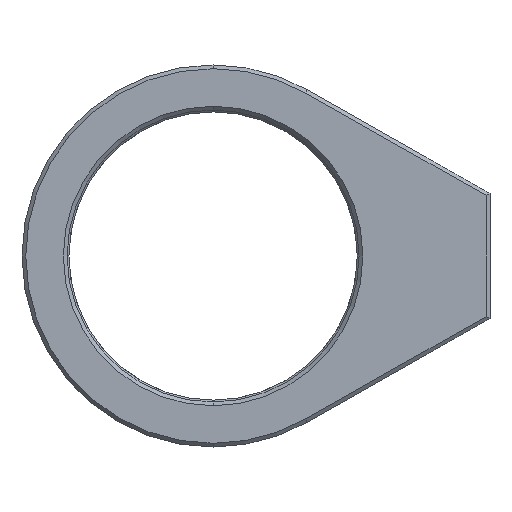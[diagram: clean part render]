
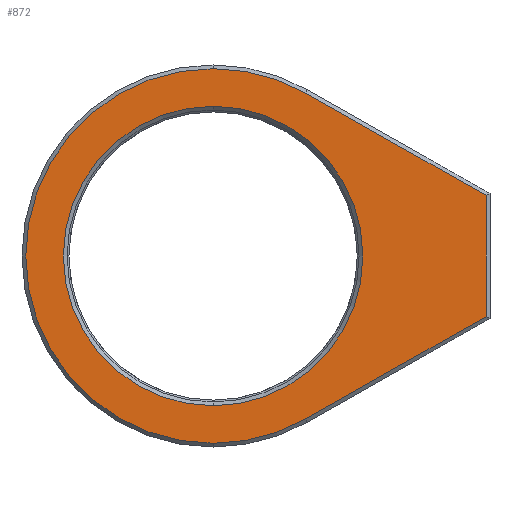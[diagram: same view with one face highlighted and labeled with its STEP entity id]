
A CAD part, left-side view. The second image highlights one B-rep face of the part: STEP entity #872.
In plain terms, the highlighted planar face has unit normal (-1, 0, 0).
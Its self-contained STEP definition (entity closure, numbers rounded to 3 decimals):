
#1 = EDGE_CURVE ( 'NONE', #1499, #303, #1004, .T. ) ;
#8 = CARTESIAN_POINT ( 'NONE',  ( -5., -7.374, 13.005 ) ) ;
#9 = AXIS2_PLACEMENT_3D ( 'NONE', #112, #1061, #521 ) ;
#18 = DIRECTION ( 'NONE',  ( 0., 0., 1. ) ) ;
#29 = EDGE_CURVE ( 'NONE', #1272, #147, #325, .T. ) ;
#40 = VECTOR ( 'NONE', #91, 1000. ) ;
#44 = DIRECTION ( 'NONE',  ( 0., 0., -1. ) ) ;
#73 = CARTESIAN_POINT ( 'NONE',  ( -5., 0., 14.95 ) ) ;
#91 = DIRECTION ( 'NONE',  ( 0., -0.87, 0.493 ) ) ;
#112 = CARTESIAN_POINT ( 'NONE',  ( -5., 0., 0. ) ) ;
#128 = CIRCLE ( 'NONE', #247, 14.95 ) ;
#143 = VERTEX_POINT ( 'NONE', #1274 ) ;
#147 = VERTEX_POINT ( 'NONE', #73 ) ;
#185 = AXIS2_PLACEMENT_3D ( 'NONE', #998, #432, #593 ) ;
#194 = PLANE ( 'NONE',  #185 ) ;
#201 = CARTESIAN_POINT ( 'NONE',  ( -5., -7.374, -13.005 ) ) ;
#213 = CARTESIAN_POINT ( 'NONE',  ( -5., -7.374, 13.005 ) ) ;
#221 = DIRECTION ( 'NONE',  ( 0., 0., -1. ) ) ;
#237 = DIRECTION ( 'NONE',  ( 0., 0.87, 0.493 ) ) ;
#238 = VERTEX_POINT ( 'NONE', #812 ) ;
#247 = AXIS2_PLACEMENT_3D ( 'NONE', #1616, #957, #1051 ) ;
#299 = VERTEX_POINT ( 'NONE', #503 ) ;
#303 = VERTEX_POINT ( 'NONE', #375 ) ;
#304 = CIRCLE ( 'NONE', #442, 11.95 ) ;
#325 = CIRCLE ( 'NONE', #409, 14.95 ) ;
#355 = VECTOR ( 'NONE', #237, 1000. ) ;
#370 = CARTESIAN_POINT ( 'NONE',  ( -5., 0., 0. ) ) ;
#375 = CARTESIAN_POINT ( 'NONE',  ( -5., 0., -11.95 ) ) ;
#409 = AXIS2_PLACEMENT_3D ( 'NONE', #422, #1496, #1515 ) ;
#422 = CARTESIAN_POINT ( 'NONE',  ( -5., 0., 0. ) ) ;
#432 = DIRECTION ( 'NONE',  ( 1., 0., 0. ) ) ;
#442 = AXIS2_PLACEMENT_3D ( 'NONE', #370, #1432, #221 ) ;
#459 = FACE_BOUND ( 'NONE', #700, .T. ) ;
#503 = CARTESIAN_POINT ( 'NONE',  ( -5., 0., -14.95 ) ) ;
#521 = DIRECTION ( 'NONE',  ( 0., 0., -1. ) ) ;
#535 = EDGE_CURVE ( 'NONE', #143, #1272, #1435, .T. ) ;
#593 = DIRECTION ( 'NONE',  ( 0., 0., -1. ) ) ;
#616 = ORIENTED_EDGE ( 'NONE', *, *, #29, .T. ) ;
#652 = EDGE_CURVE ( 'NONE', #147, #299, #728, .T. ) ;
#685 = CARTESIAN_POINT ( 'NONE',  ( -5., 0., 11.95 ) ) ;
#695 = ORIENTED_EDGE ( 'NONE', *, *, #1, .T. ) ;
#700 = EDGE_LOOP ( 'NONE', ( #695, #1141 ) ) ;
#728 = CIRCLE ( 'NONE', #9, 14.95 ) ;
#812 = CARTESIAN_POINT ( 'NONE',  ( -5., -7.374, -13.005 ) ) ;
#819 = EDGE_CURVE ( 'NONE', #1185, #143, #1369, .T. ) ;
#835 = ORIENTED_EDGE ( 'NONE', *, *, #535, .T. ) ;
#841 = CARTESIAN_POINT ( 'NONE',  ( -5., -21.8, -4.825 ) ) ;
#872 = ADVANCED_FACE ( 'NONE', ( #1506, #459 ), #194, .F. ) ;
#957 = DIRECTION ( 'NONE',  ( -1., 0., 0. ) ) ;
#987 = ORIENTED_EDGE ( 'NONE', *, *, #819, .T. ) ;
#990 = EDGE_CURVE ( 'NONE', #303, #1499, #304, .T. ) ;
#998 = CARTESIAN_POINT ( 'NONE',  ( -5., 0., 0. ) ) ;
#1004 = CIRCLE ( 'NONE', #1424, 11.95 ) ;
#1029 = ORIENTED_EDGE ( 'NONE', *, *, #652, .T. ) ;
#1036 = VECTOR ( 'NONE', #18, 1000. ) ;
#1051 = DIRECTION ( 'NONE',  ( 0., 0., -1. ) ) ;
#1061 = DIRECTION ( 'NONE',  ( -1., 0., 0. ) ) ;
#1106 = ORIENTED_EDGE ( 'NONE', *, *, #1164, .T. ) ;
#1122 = CARTESIAN_POINT ( 'NONE',  ( -5., 0., 0. ) ) ;
#1141 = ORIENTED_EDGE ( 'NONE', *, *, #990, .T. ) ;
#1164 = EDGE_CURVE ( 'NONE', #299, #238, #128, .T. ) ;
#1172 = ORIENTED_EDGE ( 'NONE', *, *, #1347, .T. ) ;
#1185 = VERTEX_POINT ( 'NONE', #841 ) ;
#1266 = EDGE_LOOP ( 'NONE', ( #1172, #987, #835, #616, #1029, #1106 ) ) ;
#1272 = VERTEX_POINT ( 'NONE', #8 ) ;
#1274 = CARTESIAN_POINT ( 'NONE',  ( -5., -21.8, 4.825 ) ) ;
#1347 = EDGE_CURVE ( 'NONE', #238, #1185, #1430, .T. ) ;
#1369 = LINE ( 'NONE', #1498, #1036 ) ;
#1424 = AXIS2_PLACEMENT_3D ( 'NONE', #1122, #1663, #44 ) ;
#1430 = LINE ( 'NONE', #201, #40 ) ;
#1432 = DIRECTION ( 'NONE',  ( 1., 0., 0. ) ) ;
#1435 = LINE ( 'NONE', #213, #355 ) ;
#1496 = DIRECTION ( 'NONE',  ( -1., 0., 0. ) ) ;
#1498 = CARTESIAN_POINT ( 'NONE',  ( -5., -21.8, 0. ) ) ;
#1499 = VERTEX_POINT ( 'NONE', #685 ) ;
#1506 = FACE_OUTER_BOUND ( 'NONE', #1266, .T. ) ;
#1515 = DIRECTION ( 'NONE',  ( 0., 0., -1. ) ) ;
#1616 = CARTESIAN_POINT ( 'NONE',  ( -5., 0., 0. ) ) ;
#1663 = DIRECTION ( 'NONE',  ( 1., 0., 0. ) ) ;
